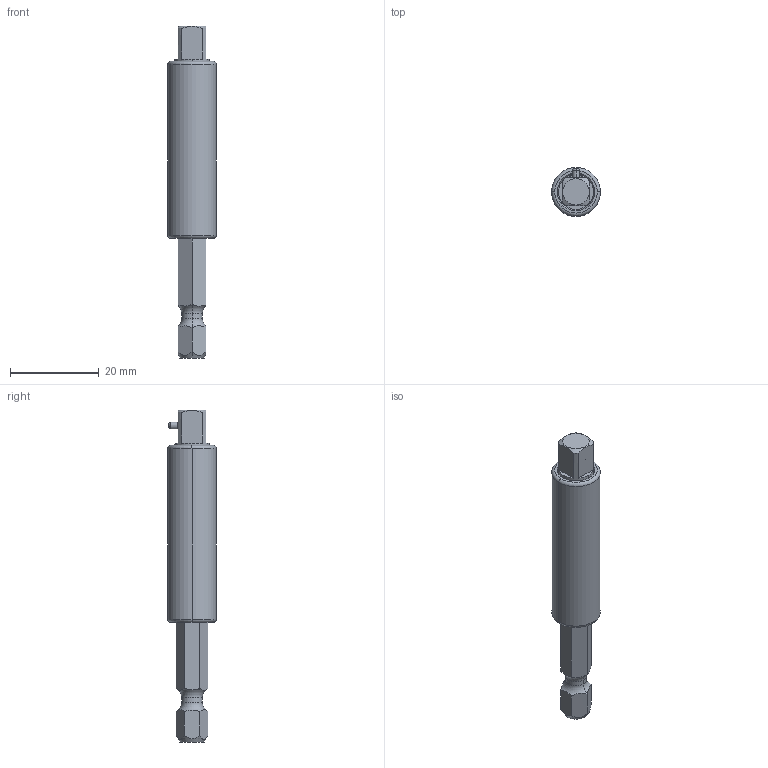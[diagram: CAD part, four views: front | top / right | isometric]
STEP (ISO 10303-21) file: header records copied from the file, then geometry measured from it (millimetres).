
FILE_DESCRIPTION((''),'2;1');
FILE_NAME('4027101706_ASM','2023-08-22T12:47:38',('A00565553'),(''),'CREO PARAMETRIC BY PTC INC, 2022414','CREO PARAMETRIC BY PTC INC, 2022414','');
FILE_SCHEMA(('CONFIG_CONTROL_DESIGN','GEOMETRIC_VALIDATION_PROPERTIES_MIM'));
Length unit declared in the file: millimetre
Products named in the file (6): 4027101701; 4027907192_AF0; 4027035190; 4027911213_ASM; 4027299483; 4027101706_ASM
Assembly tree (5 placements, depth 3):
  4027101706_ASM
    4027911213_ASM
      4027101701
      4027907192_AF0
      4027035190
    4027299483
Bounding box: 11 x 11 x 75 mm (x, y, z)
Volume: 4559.1 mm3; surface area: 4497.1 mm2
Topology: 4 solids, 4 shells, 84 faces, 192 edges, 115 vertices
Faces by surface type: plane 31, cylinder 20, torus 16, cone 13, bspline 4
Entity records: 9274 total; most frequent: CARTESIAN_POINT 6899, DIRECTION 428, ORIENTED_EDGE 376, EDGE_CURVE 188, AXIS2_PLACEMENT_3D 185, VERTEX_POINT 115, CIRCLE 91, EDGE_LOOP 89
